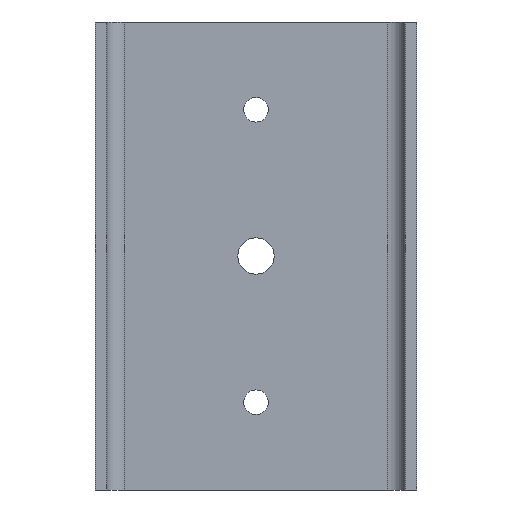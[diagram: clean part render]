
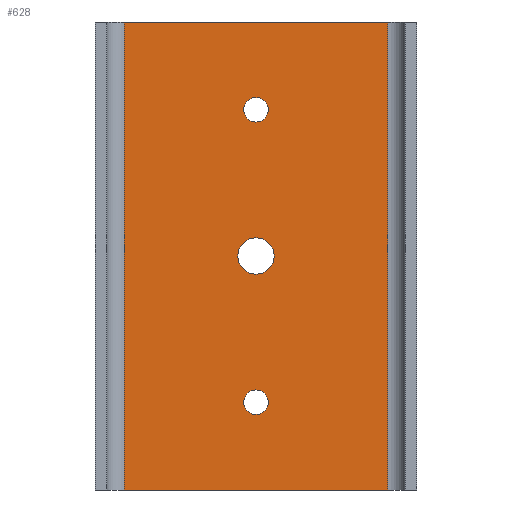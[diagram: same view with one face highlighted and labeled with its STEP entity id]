
A CAD part, front view. The second image highlights one B-rep face of the part: STEP entity #628.
In plain terms, the highlighted planar face has unit normal (0, -1, 0).
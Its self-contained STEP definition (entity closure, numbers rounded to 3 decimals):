
#24=FACE_BOUND('',#128,.T.);
#25=FACE_BOUND('',#129,.T.);
#26=FACE_BOUND('',#130,.T.);
#36=PLANE('',#699);
#80=FACE_OUTER_BOUND('',#127,.T.);
#127=EDGE_LOOP('',(#520,#521,#522,#523));
#128=EDGE_LOOP('',(#524));
#129=EDGE_LOOP('',(#525));
#130=EDGE_LOOP('',(#526));
#180=LINE('',#1034,#232);
#182=LINE('',#1040,#234);
#183=LINE('',#1042,#235);
#184=LINE('',#1043,#236);
#232=VECTOR('',#851,10.);
#234=VECTOR('',#857,10.);
#235=VECTOR('',#858,10.);
#236=VECTOR('',#859,10.);
#257=CIRCLE('',#648,3.1);
#261=CIRCLE('',#655,2.1);
#263=CIRCLE('',#659,2.1);
#290=VERTEX_POINT('',#917);
#298=VERTEX_POINT('',#938);
#300=VERTEX_POINT('',#946);
#326=VERTEX_POINT('',#1030);
#328=VERTEX_POINT('',#1033);
#330=VERTEX_POINT('',#1039);
#331=VERTEX_POINT('',#1041);
#340=EDGE_CURVE('',#290,#290,#257,.T.);
#350=EDGE_CURVE('',#298,#298,#261,.T.);
#354=EDGE_CURVE('',#300,#300,#263,.T.);
#396=EDGE_CURVE('',#328,#326,#180,.T.);
#399=EDGE_CURVE('',#326,#330,#182,.T.);
#400=EDGE_CURVE('',#330,#331,#183,.T.);
#401=EDGE_CURVE('',#331,#328,#184,.T.);
#520=ORIENTED_EDGE('',*,*,#396,.T.);
#521=ORIENTED_EDGE('',*,*,#399,.T.);
#522=ORIENTED_EDGE('',*,*,#400,.T.);
#523=ORIENTED_EDGE('',*,*,#401,.T.);
#524=ORIENTED_EDGE('',*,*,#340,.T.);
#525=ORIENTED_EDGE('',*,*,#350,.T.);
#526=ORIENTED_EDGE('',*,*,#354,.T.);
#628=ADVANCED_FACE('',(#80,#24,#25,#26),#36,.F.);
#648=AXIS2_PLACEMENT_3D('',#919,#724,#725);
#655=AXIS2_PLACEMENT_3D('',#940,#744,#745);
#659=AXIS2_PLACEMENT_3D('',#948,#754,#755);
#699=AXIS2_PLACEMENT_3D('',#1038,#855,#856);
#724=DIRECTION('center_axis',(0.,1.,0.));
#725=DIRECTION('ref_axis',(-1.,0.,0.));
#744=DIRECTION('center_axis',(0.,1.,0.));
#745=DIRECTION('ref_axis',(-1.,0.,0.));
#754=DIRECTION('center_axis',(0.,1.,0.));
#755=DIRECTION('ref_axis',(-1.,0.,0.));
#851=DIRECTION('',(0.,0.,1.));
#855=DIRECTION('center_axis',(0.,1.,0.));
#856=DIRECTION('ref_axis',(-1.,0.,0.));
#857=DIRECTION('',(-1.,0.,0.));
#858=DIRECTION('',(0.,0.,-1.));
#859=DIRECTION('',(1.,0.,0.));
#917=CARTESIAN_POINT('',(28.6,37.,40.));
#919=CARTESIAN_POINT('Origin',(25.5,37.,40.));
#938=CARTESIAN_POINT('',(27.6,37.,15.));
#940=CARTESIAN_POINT('Origin',(25.5,37.,15.));
#946=CARTESIAN_POINT('',(27.6,37.,65.));
#948=CARTESIAN_POINT('Origin',(25.5,37.,65.));
#1030=CARTESIAN_POINT('',(48.,37.,80.));
#1033=CARTESIAN_POINT('',(48.,37.,0.));
#1034=CARTESIAN_POINT('',(48.,37.,0.));
#1038=CARTESIAN_POINT('Origin',(51.,37.,0.));
#1039=CARTESIAN_POINT('',(3.,37.,80.));
#1040=CARTESIAN_POINT('',(0.,37.,80.));
#1041=CARTESIAN_POINT('',(3.,37.,0.));
#1042=CARTESIAN_POINT('',(3.,37.,0.));
#1043=CARTESIAN_POINT('',(0.,37.,0.));
